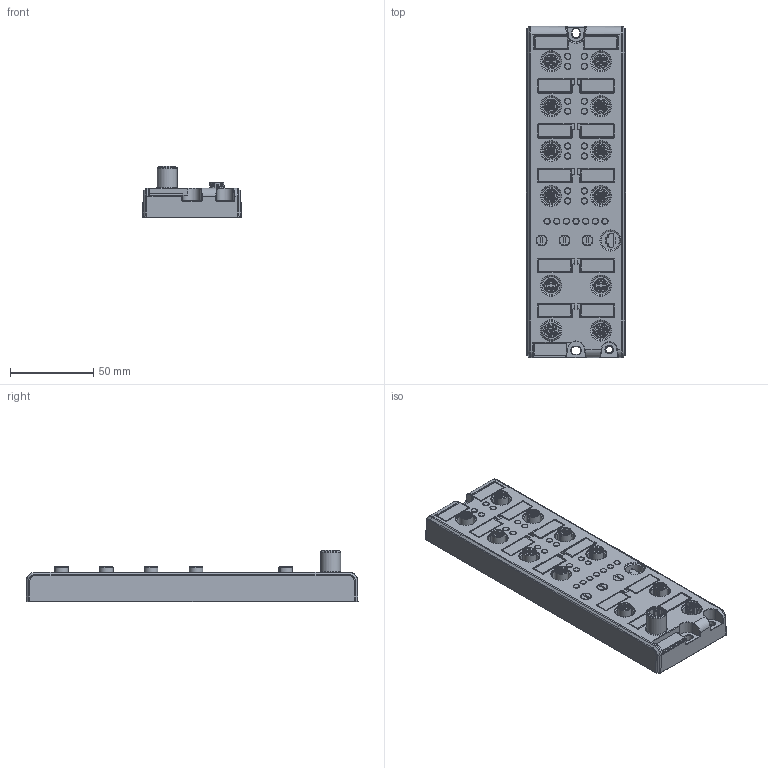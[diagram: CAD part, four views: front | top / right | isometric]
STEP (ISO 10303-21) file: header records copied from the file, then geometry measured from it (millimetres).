
FILE_DESCRIPTION( ( 'Unknown' ), '1' );
FILE_NAME( 'CAD-2519.stp', 'Unknown', ( 'C.Reinig-Se' ), ( 'P+F' ), 'PSStep 17.0.49', 'Solid Edge ST7 ', ' ' );
FILE_SCHEMA( ( 'AUTOMOTIVE_DESIGN { 1 0 10303 214 1 1 1 1 }' ) );
Length unit declared in the file: millimetre
Products named in the file (1): 735-764-001_2_1_000148150DNR
Bounding box: 59.59 x 199.8 x 30.7 mm (x, y, z)
Volume: 189778.1 mm3; surface area: 46195 mm2
Topology: 1 solids, 1 shells, 3559 faces, 8714 edges, 5148 vertices
Faces by surface type: cylinder 1347, plane 909, torus 820, bspline 314, cone 101, sphere 68
Full cylindrical faces by diameter (mm): 1.05 x48, 1.5 x5, 1.6 x5, 1.65 x52, 1.8 x4, 2.1 x5, 3.6 x23, 4 x1, 4.5 x1, 4.6 x3, 6.1 x3, 6.3 x3, 6.8 x3, 7.2 x3, 8.2 x10, 8.6 x10, 8.9 x1, 9 x1, 10.15 x1, 10.7 x1, 10.917 x12, 12 x1, 12.3 x12
Entity records: 160467 total; most frequent: CARTESIAN_POINT 53541, DIRECTION 17258, ORIENTED_EDGE 15414, EDGE_CURVE 7707, AXIS2_PLACEMENT_3D 7117, VERTEX_POINT 4802, EDGE_LOOP 4297, FACE_OUTER_BOUND 3970
